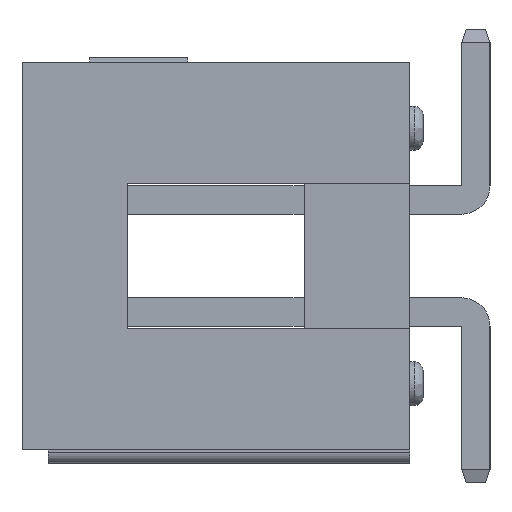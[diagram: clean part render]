
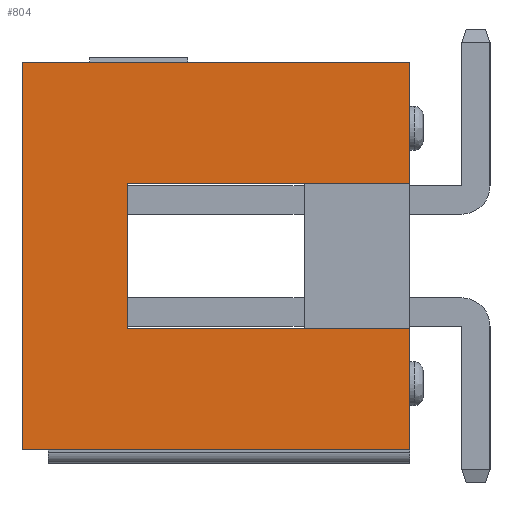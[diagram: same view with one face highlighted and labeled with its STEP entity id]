
A CAD part, left-side view. The second image highlights one B-rep face of the part: STEP entity #804.
In plain terms, the highlighted planar face has unit normal (-1, 0, 0).
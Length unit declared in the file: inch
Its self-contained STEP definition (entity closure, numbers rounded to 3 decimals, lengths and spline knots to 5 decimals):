
#74 = VERTEX_POINT ( 'NONE', #5856 ) ;
#179 = CARTESIAN_POINT ( 'NONE',  ( 1.55943, 2.076, -0.10827 ) ) ;
#576 = DIRECTION ( 'NONE',  ( 0., 0., -1. ) ) ;
#624 = EDGE_CURVE ( 'NONE', #855, #2660, #7390, .T. ) ;
#662 = EDGE_CURVE ( 'NONE', #4927, #1742, #8689, .T. ) ;
#804 = ADVANCED_FACE ( 'NONE', ( #9270 ), #4894, .F. ) ;
#817 = LINE ( 'NONE', #7092, #2274 ) ;
#821 = AXIS2_PLACEMENT_3D ( 'NONE', #5446, #5062, #4765 ) ;
#855 = VERTEX_POINT ( 'NONE', #2662 ) ;
#1029 = VECTOR ( 'NONE', #576, 39.37008 ) ;
#1048 = CARTESIAN_POINT ( 'NONE',  ( 1.55943, 0., 0. ) ) ;
#1082 = DIRECTION ( 'NONE',  ( 0., -1., 0. ) ) ;
#1194 = EDGE_CURVE ( 'NONE', #74, #9092, #3760, .T. ) ;
#1474 = VECTOR ( 'NONE', #1082, 39.37008 ) ;
#1575 = VECTOR ( 'NONE', #3320, 39.37008 ) ;
#1651 = CARTESIAN_POINT ( 'NONE',  ( 1.55943, 2.076, -0.23819 ) ) ;
#1686 = EDGE_CURVE ( 'NONE', #4666, #4927, #4756, .T. ) ;
#1742 = VERTEX_POINT ( 'NONE', #1651 ) ;
#1894 = CARTESIAN_POINT ( 'NONE',  ( 1.55943, 1.82403, -0.34646 ) ) ;
#2203 = ORIENTED_EDGE ( 'NONE', *, *, #1686, .F. ) ;
#2215 = CARTESIAN_POINT ( 'NONE',  ( 1.55943, 1.82403, -0.10827 ) ) ;
#2274 = VECTOR ( 'NONE', #9392, 39.37008 ) ;
#2660 = VERTEX_POINT ( 'NONE', #8392 ) ;
#2662 = CARTESIAN_POINT ( 'NONE',  ( 1.55943, 2.17048, 0. ) ) ;
#3009 = VERTEX_POINT ( 'NONE', #5101 ) ;
#3269 = ORIENTED_EDGE ( 'NONE', *, *, #7470, .F. ) ;
#3320 = DIRECTION ( 'NONE',  ( 0., 0., -1. ) ) ;
#3656 = ORIENTED_EDGE ( 'NONE', *, *, #1194, .F. ) ;
#3760 = LINE ( 'NONE', #6600, #1575 ) ;
#3772 = EDGE_CURVE ( 'NONE', #2660, #4666, #9091, .T. ) ;
#3975 = CARTESIAN_POINT ( 'NONE',  ( 1.55943, 1.82403, -0.10827 ) ) ;
#4169 = ORIENTED_EDGE ( 'NONE', *, *, #624, .F. ) ;
#4197 = DIRECTION ( 'NONE',  ( 0., 1., 0. ) ) ;
#4311 = CARTESIAN_POINT ( 'NONE',  ( 1.55943, 0., -0.23819 ) ) ;
#4542 = VECTOR ( 'NONE', #4197, 39.37008 ) ;
#4666 = VERTEX_POINT ( 'NONE', #2215 ) ;
#4756 = LINE ( 'NONE', #6406, #4542 ) ;
#4765 = DIRECTION ( 'NONE',  ( 0., 0., -1. ) ) ;
#4894 = PLANE ( 'NONE',  #821 ) ;
#4927 = VERTEX_POINT ( 'NONE', #179 ) ;
#5062 = DIRECTION ( 'NONE',  ( 1., 0., 0. ) ) ;
#5101 = CARTESIAN_POINT ( 'NONE',  ( 1.55943, 2.17048, -0.34646 ) ) ;
#5303 = EDGE_CURVE ( 'NONE', #3009, #855, #8271, .T. ) ;
#5318 = ORIENTED_EDGE ( 'NONE', *, *, #3772, .F. ) ;
#5446 = CARTESIAN_POINT ( 'NONE',  ( 1.55943, 0., 0. ) ) ;
#5739 = VECTOR ( 'NONE', #5789, 39.37008 ) ;
#5789 = DIRECTION ( 'NONE',  ( 0., -1., 0. ) ) ;
#5856 = CARTESIAN_POINT ( 'NONE',  ( 1.55943, 1.82403, -0.23819 ) ) ;
#6406 = CARTESIAN_POINT ( 'NONE',  ( 1.55943, 0., -0.10827 ) ) ;
#6440 = CARTESIAN_POINT ( 'NONE',  ( 1.55943, 2.17048, -0.34646 ) ) ;
#6600 = CARTESIAN_POINT ( 'NONE',  ( 1.55943, 1.82403, -0.10827 ) ) ;
#6783 = ORIENTED_EDGE ( 'NONE', *, *, #662, .F. ) ;
#6961 = CARTESIAN_POINT ( 'NONE',  ( 1.55943, 2.076, 0. ) ) ;
#7071 = EDGE_CURVE ( 'NONE', #1742, #74, #7762, .T. ) ;
#7076 = ORIENTED_EDGE ( 'NONE', *, *, #5303, .F. ) ;
#7092 = CARTESIAN_POINT ( 'NONE',  ( 1.55943, 2.17048, -0.34646 ) ) ;
#7390 = LINE ( 'NONE', #1048, #1474 ) ;
#7427 = ORIENTED_EDGE ( 'NONE', *, *, #7071, .F. ) ;
#7470 = EDGE_CURVE ( 'NONE', #9092, #3009, #817, .T. ) ;
#7614 = EDGE_LOOP ( 'NONE', ( #4169, #7076, #3269, #3656, #7427, #6783, #2203, #5318 ) ) ;
#7762 = LINE ( 'NONE', #4311, #5739 ) ;
#7788 = VECTOR ( 'NONE', #9214, 39.37008 ) ;
#7800 = VECTOR ( 'NONE', #8732, 39.37008 ) ;
#8271 = LINE ( 'NONE', #6440, #7800 ) ;
#8392 = CARTESIAN_POINT ( 'NONE',  ( 1.55943, 1.82403, 0. ) ) ;
#8689 = LINE ( 'NONE', #6961, #1029 ) ;
#8732 = DIRECTION ( 'NONE',  ( 0., 0., 1. ) ) ;
#9091 = LINE ( 'NONE', #3975, #7788 ) ;
#9092 = VERTEX_POINT ( 'NONE', #1894 ) ;
#9214 = DIRECTION ( 'NONE',  ( 0., 0., -1. ) ) ;
#9270 = FACE_OUTER_BOUND ( 'NONE', #7614, .T. ) ;
#9392 = DIRECTION ( 'NONE',  ( 0., 1., 0. ) ) ;
